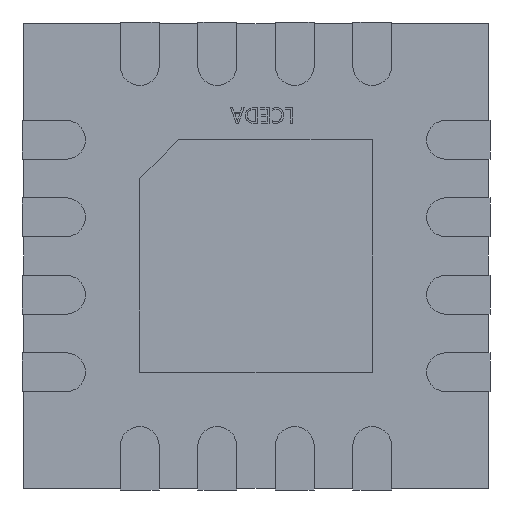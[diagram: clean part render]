
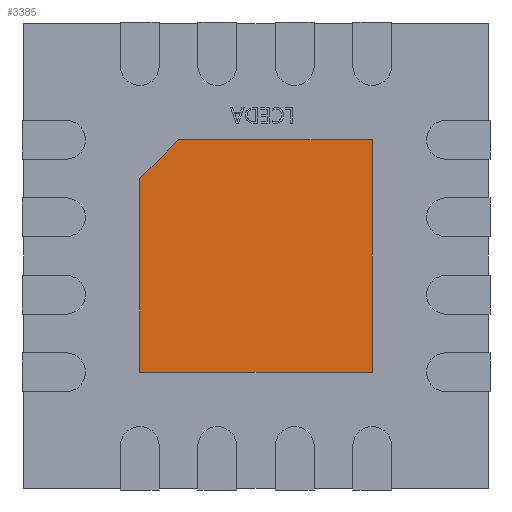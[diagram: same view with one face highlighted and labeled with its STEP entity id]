
A CAD part, front view. The second image highlights one B-rep face of the part: STEP entity #3385.
In plain terms, the highlighted planar face has unit normal (0, -1, 0).
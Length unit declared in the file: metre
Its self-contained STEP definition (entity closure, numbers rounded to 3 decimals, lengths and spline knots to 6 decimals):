
#379=ORIENTED_EDGE('',*,*,#1210,.T.);
#380=ORIENTED_EDGE('',*,*,#1211,.T.);
#381=ORIENTED_EDGE('',*,*,#1212,.F.);
#382=ORIENTED_EDGE('',*,*,#1213,.F.);
#383=ORIENTED_EDGE('',*,*,#1214,.F.);
#1210=EDGE_CURVE('',#1631,#1632,#1969,.T.);
#1211=EDGE_CURVE('',#1632,#1633,#1970,.T.);
#1212=EDGE_CURVE('',#1634,#1633,#1971,.T.);
#1213=EDGE_CURVE('',#1635,#1634,#1972,.T.);
#1214=EDGE_CURVE('',#1631,#1635,#1973,.T.);
#1631=VERTEX_POINT('',#6565);
#1632=VERTEX_POINT('',#6566);
#1633=VERTEX_POINT('',#6568);
#1634=VERTEX_POINT('',#6570);
#1635=VERTEX_POINT('',#6572);
#1969=LINE('',#6564,#2378);
#1970=LINE('',#6567,#2379);
#1971=LINE('',#6569,#2380);
#1972=LINE('',#6571,#2381);
#1973=LINE('',#6573,#2382);
#2378=VECTOR('',#4952,1.);
#2379=VECTOR('',#4953,1.);
#2380=VECTOR('',#4954,1.);
#2381=VECTOR('',#4955,1.);
#2382=VECTOR('',#4956,1.);
#2722=EDGE_LOOP('',(#379,#380,#381,#382,#383));
#2901=FACE_BOUND('',#2722,.T.);
#3064=PLANE('',#4576);
#3385=ADVANCED_FACE('',(#2901),#3064,.T.);
#4576=AXIS2_PLACEMENT_3D('',#6563,#4950,#4951);
#4950=DIRECTION('',(0.,-1.,0.));
#4951=DIRECTION('',(-1.,0.,0.));
#4952=DIRECTION('',(0.,0.,1.));
#4953=DIRECTION('',(-1.,0.,0.));
#4954=DIRECTION('',(0.707,0.,0.707));
#4955=DIRECTION('',(0.,0.,1.));
#4956=DIRECTION('',(-1.,0.,0.));
#6563=CARTESIAN_POINT('',(0.,0.,0.));
#6564=CARTESIAN_POINT('',(0.00075,0.,-0.00075));
#6565=CARTESIAN_POINT('',(0.00075,0.,-0.00075));
#6566=CARTESIAN_POINT('',(0.00075,0.,0.00075));
#6567=CARTESIAN_POINT('',(0.00075,0.,0.00075));
#6568=CARTESIAN_POINT('',(-0.0005,0.,0.00075));
#6569=CARTESIAN_POINT('',(-0.00075,0.,0.0005));
#6570=CARTESIAN_POINT('',(-0.00075,0.,0.0005));
#6571=CARTESIAN_POINT('',(-0.00075,0.,-0.00075));
#6572=CARTESIAN_POINT('',(-0.00075,0.,-0.00075));
#6573=CARTESIAN_POINT('',(0.00075,0.,-0.00075));
